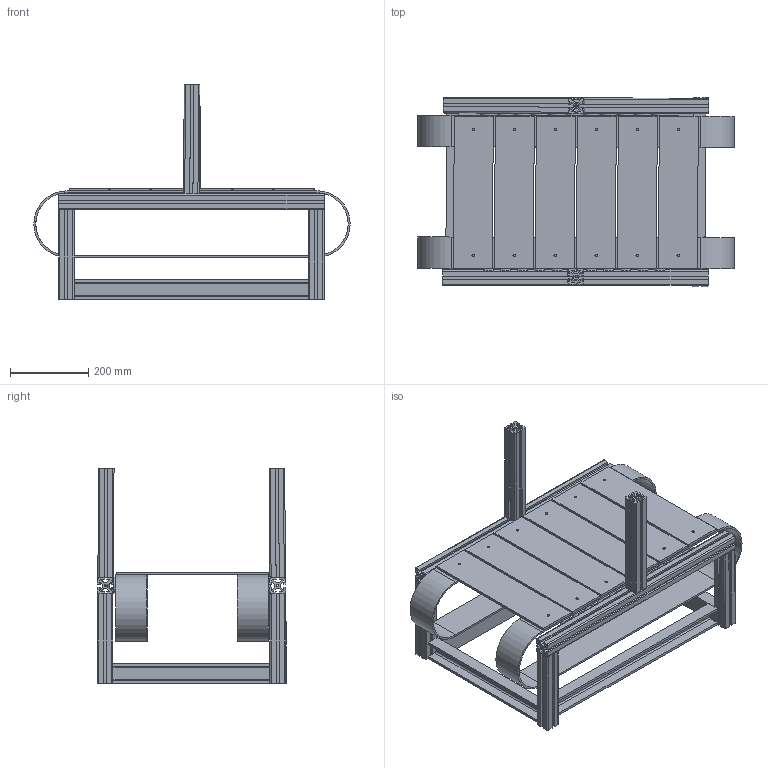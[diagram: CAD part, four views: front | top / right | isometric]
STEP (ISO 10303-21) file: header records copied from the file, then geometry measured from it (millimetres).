
FILE_DESCRIPTION(/* description */ ('Unknown'),/* implementation_level */ '2;1');
FILE_NAME(/* name */ 'Treadmill_v4',/* time_stamp */ '2022-06-02T20:12:51+03:00',/* author */ ('Unknown'),/* organization */ ('Unknown'),/* preprocessor_version */ 'ST-DEVELOPER v18.1',/* originating_system */ 'Solid Edge',/* authorisation */ 'Unknown');
FILE_SCHEMA (('AUTOMOTIVE_DESIGN {1 0 10303 214 3 1 1}'));
Length unit declared in the file: millimetre
Products named in the file (18): Treadmill_v4; bearings_1; bearing; belt; 40x40_oa_0; 40x40_oa_1; 40x40_oa_2; 40x40_oa_3; 40x40_oa_4; 40x40_oa_5; C-Channel 2x1I4_oa_6; C-Channel 2x1I4_oa_7; C-Channel 2x1I4_oa_8; C-Channel 2x1I4_oa_9; 40x40_oa_10; 40x40_oa_11; step
Assembly tree (44 placements, depth 2):
  Treadmill_v4
    bearings_1
    bearings_1
    bearing  x22
    belt  x2
    40x40_oa_0
    40x40_oa_1
    40x40_oa_2
    40x40_oa_3
    40x40_oa_4
    40x40_oa_5
    C-Channel 2x1I4_oa_6
    C-Channel 2x1I4_oa_7
    C-Channel 2x1I4_oa_8
    C-Channel 2x1I4_oa_9
    40x40_oa_10
    40x40_oa_11
    step  x6
Bounding box: 810.15 x 484.97 x 550.47 mm (x, y, z)
Volume: 6902885.9 mm3; surface area: 2718525.1 mm2
Topology: 42 solids, 42 shells, 550 faces, 1416 edges, 950 vertices
Faces by surface type: plane 438, cylinder 112
Full cylindrical faces by diameter (mm): 6 x8, 6.35 x12, 20 x22, 42 x22
Entity records: 13725 total; most frequent: CARTESIAN_POINT 2379, ORIENTED_EDGE 2292, DIRECTION 2180, EDGE_CURVE 1146, LINE 1034, VECTOR 1034, VERTEX_POINT 772, AXIS2_PLACEMENT_3D 573
